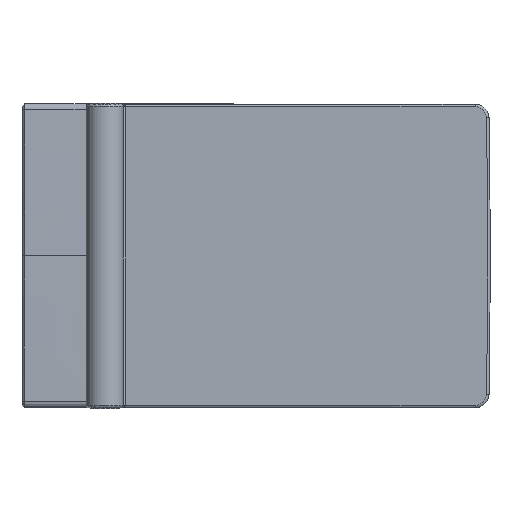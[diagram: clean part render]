
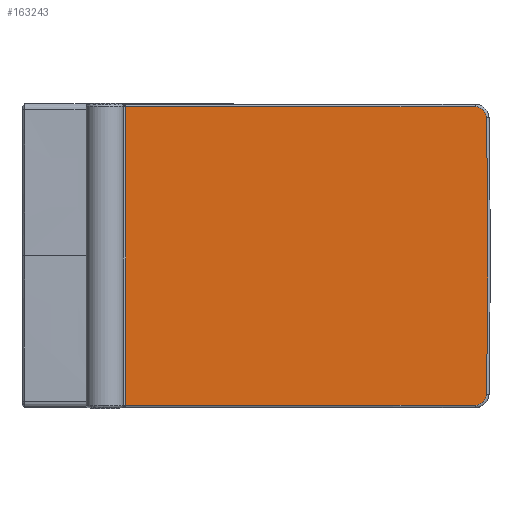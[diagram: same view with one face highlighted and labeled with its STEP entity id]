
A CAD part, top view. The second image highlights one B-rep face of the part: STEP entity #163243.
In plain terms, the highlighted planar face has unit normal (0, 0, 1).
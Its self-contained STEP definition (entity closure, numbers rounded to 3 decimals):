
#162623=CARTESIAN_POINT('',(125.786,182.,25.));
#162624=VERTEX_POINT('',#162623);
#162681=CARTESIAN_POINT('',(125.786,-182.0,25.));
#162682=VERTEX_POINT('',#162681);
#162690=CARTESIAN_POINT('',(125.786,-182.0,25.));
#162691=DIRECTION('',(0.0,1.0,0.0));
#162692=VECTOR('',#162691,364.);
#162693=LINE('',#162690,#162692);
#162694=EDGE_CURVE('',#162682,#162624,#162693,.T.);
#162853=CARTESIAN_POINT('',(551.678,182.0,25.));
#162854=VERTEX_POINT('',#162853);
#162855=CARTESIAN_POINT('',(125.786,182.,25.));
#162856=DIRECTION('',(1.0,0.0,0.0));
#162857=VECTOR('',#162856,425.893);
#162858=LINE('',#162855,#162857);
#162859=EDGE_CURVE('',#162624,#162854,#162858,.T.);
#163111=CARTESIAN_POINT('',(565.677,168.22,25.));
#163112=VERTEX_POINT('',#163111);
#163130=CARTESIAN_POINT('',(551.678,168.0,25.));
#163131=DIRECTION('',(0.0,0.0,-1.0));
#163132=DIRECTION('',(0.702,0.713,0.0));
#163133=AXIS2_PLACEMENT_3D('',#163130,#163131,#163132);
#163134=CIRCLE('',#163133,14.);
#163135=EDGE_CURVE('',#162854,#163112,#163134,.T.);
#163145=CARTESIAN_POINT('',(565.677,-168.22,25.));
#163146=VERTEX_POINT('',#163145);
#163164=CARTESIAN_POINT('',(-10126.112,0.,25.));
#163165=DIRECTION('',(0.0,0.0,-1.0));
#163166=DIRECTION('',(1.0,0.0,0.0));
#163167=AXIS2_PLACEMENT_3D('',#163164,#163165,#163166);
#163168=CIRCLE('',#163167,10693.112);
#163169=EDGE_CURVE('',#163112,#163146,#163168,.T.);
#163179=CARTESIAN_POINT('',(551.678,-182.,25.));
#163180=VERTEX_POINT('',#163179);
#163198=CARTESIAN_POINT('',(551.678,-168.,25.));
#163199=DIRECTION('',(0.0,0.0,-1.));
#163200=DIRECTION('',(0.702,-0.713,0.0));
#163201=AXIS2_PLACEMENT_3D('',#163198,#163199,#163200);
#163202=CIRCLE('',#163201,14.0);
#163203=EDGE_CURVE('',#163146,#163180,#163202,.T.);
#163221=CARTESIAN_POINT('',(551.678,-182.0,25.));
#163222=DIRECTION('',(-1.0,0.0,0.0));
#163223=VECTOR('',#163222,425.893);
#163224=LINE('',#163221,#163223);
#163225=EDGE_CURVE('',#163180,#162682,#163224,.T.);
#163230=CARTESIAN_POINT('',(332.413,0.,25.));
#163231=DIRECTION('',(0.0,0.0,1.0));
#163232=DIRECTION('',(1.0,0.0,0.0));
#163233=AXIS2_PLACEMENT_3D('',#163230,#163231,#163232);
#163234=PLANE('',#163233);
#163235=ORIENTED_EDGE('',*,*,#162694,.F.);
#163236=ORIENTED_EDGE('',*,*,#163225,.F.);
#163237=ORIENTED_EDGE('',*,*,#163203,.F.);
#163238=ORIENTED_EDGE('',*,*,#163169,.F.);
#163239=ORIENTED_EDGE('',*,*,#163135,.F.);
#163240=ORIENTED_EDGE('',*,*,#162859,.F.);
#163241=EDGE_LOOP('',(#163235,#163236,#163237,#163238,#163239,#163240));
#163242=FACE_OUTER_BOUND('',#163241,.T.);
#163243=ADVANCED_FACE('',(#163242),#163234,.T.);
